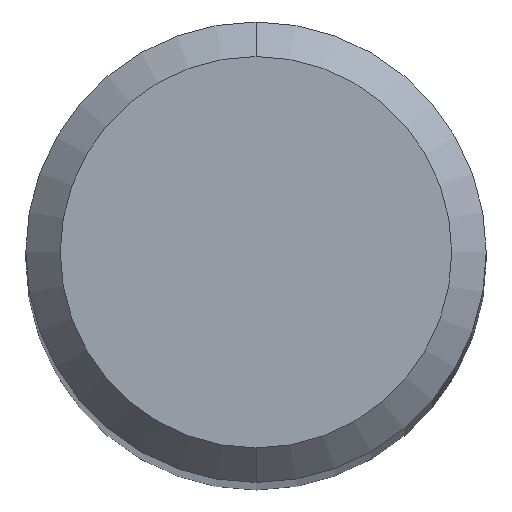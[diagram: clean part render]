
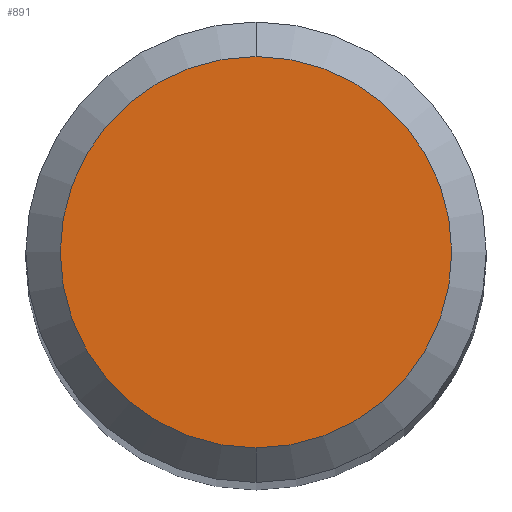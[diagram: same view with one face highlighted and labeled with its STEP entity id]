
A CAD part, top view. The second image highlights one B-rep face of the part: STEP entity #891.
In plain terms, the highlighted planar face has unit normal (0, 0, 1).
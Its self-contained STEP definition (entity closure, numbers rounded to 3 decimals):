
#659=VERTEX_POINT('',#1436);
#825=EDGE_CURVE('',#659,#1059,#1618,.T.);
#841=EDGE_CURVE('',#1059,#659,#1634,.T.);
#891=ADVANCED_FACE('',(#1689),#1690,.T.);
#1059=VERTEX_POINT('',#1876);
#1436=CARTESIAN_POINT('',(0.0,1.7,0.0));
#1618=CIRCLE('',#3634,1.7);
#1634=CIRCLE('',#3667,1.7);
#1689=FACE_OUTER_BOUND('',#3895,.T.);
#1690=PLANE('',#3896);
#1876=CARTESIAN_POINT('',(0.,-1.7,0.0));
#3634=AXIS2_PLACEMENT_3D('',#5486,#5487,#5488);
#3667=AXIS2_PLACEMENT_3D('',#5494,#5495,#5496);
#3895=EDGE_LOOP('',(#5547,#5548));
#3896=AXIS2_PLACEMENT_3D('',#5549,#5550,#5551);
#5486=CARTESIAN_POINT('',(0.0,0.0,0.0));
#5487=DIRECTION('',(0.0,0.0,-1.0));
#5488=DIRECTION('',(0.0,1.0,0.0));
#5494=CARTESIAN_POINT('',(0.0,0.0,0.0));
#5495=DIRECTION('',(0.0,0.0,-1.0));
#5496=DIRECTION('',(0.0,1.0,0.0));
#5547=ORIENTED_EDGE('',*,*,#825,.F.);
#5548=ORIENTED_EDGE('',*,*,#841,.F.);
#5549=CARTESIAN_POINT('',(0.0,0.85,0.0));
#5550=DIRECTION('',(-0.0,0.0,1.0));
#5551=DIRECTION('',(0.0,-1.0,0.0));
